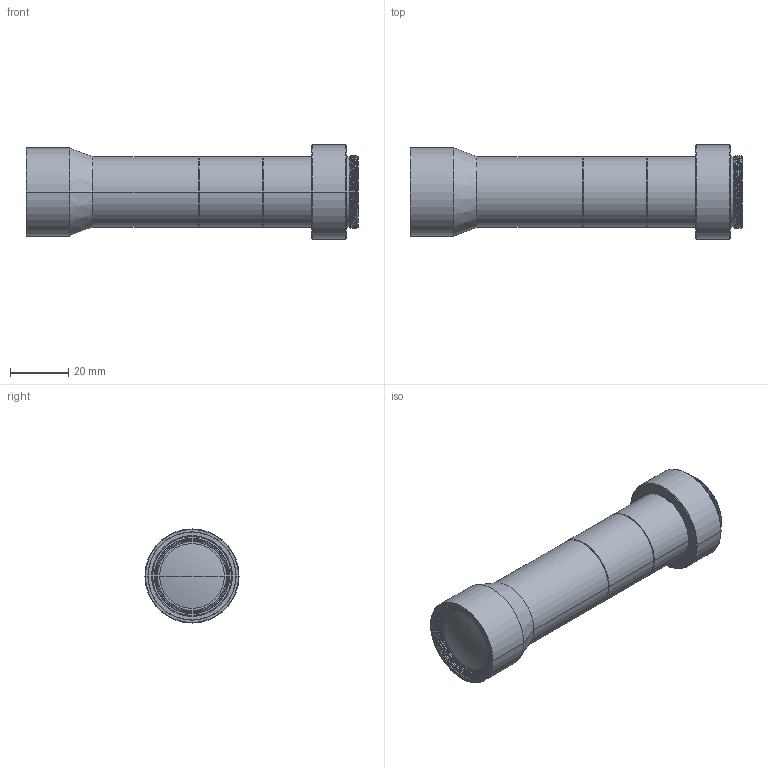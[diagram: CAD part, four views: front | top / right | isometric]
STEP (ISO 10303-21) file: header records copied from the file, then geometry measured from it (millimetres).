
FILE_DESCRIPTION(('FreeCAD Model'),'2;1');
FILE_NAME('Open CASCADE Shape Model','2025-01-22T11:54:33',(''),(''), 'Open CASCADE STEP processor 7.8','FreeCAD','Unknown');
FILE_SCHEMA(('AUTOMOTIVE_DESIGN { 1 0 10303 214 1 1 1 1 }'));
Length unit declared in the file: millimetre
Products named in the file (1): VA-LCM-TC-0-4X-WD110-015
Bounding box: 114.24 x 32.4 x 32.4 mm (x, y, z)
Volume: 60592.1 mm3; surface area: 11927.2 mm2
Topology: 1 solids, 1 shells, 88 faces, 188 edges, 112 vertices
Faces by surface type: cone 32, cylinder 32, plane 14, bspline 10
Entity records: 3597 total; most frequent: CARTESIAN_POINT 1687, DIRECTION 418, ORIENTED_EDGE 368, EDGE_CURVE 184, AXIS2_PLACEMENT_3D 176, VERTEX_POINT 112, FACE_BOUND 102, EDGE_LOOP 102
